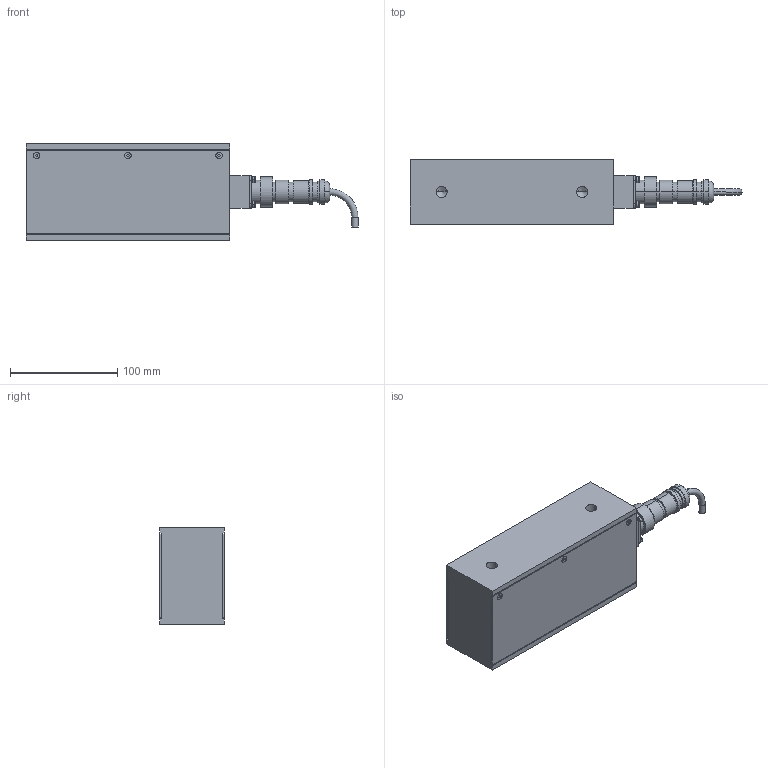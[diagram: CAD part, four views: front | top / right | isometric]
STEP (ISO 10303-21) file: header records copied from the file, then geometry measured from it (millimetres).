
FILE_DESCRIPTION((''),'2;1');
FILE_NAME('U49687.stp','2007-02-05T16:23:03',(''),(''),'Mechanical Desktop 2007','Mechanical Desktop 2007',', , ');
FILE_SCHEMA(('CONFIG_CONTROL_DESIGN'));
Length unit declared in the file: millimetre
Products named in the file (15): U49687; U4963504; U49541; U49541A; L49026; TEIL1; KABELDOSE_PG_AMPH_4-POL; KABELDOSE_PG_AMPH_4-POLA; SENKSCHRAUBE_I-6KT_M3X6; SENKSCHRAUBE_I-6KT_M3X6A; FEDERRING_M3A; FEDERRING_M3; I-6KT_SCHRAUBE_M3X25A; I-6KT_SCHRAUBE_M3X25; RM_SDB
Assembly tree (28 placements, depth 3):
  U49687
    U4963504
    U49541  x2
      U49541A
    L49026
      TEIL1
    KABELDOSE_PG_AMPH_4-POL
      KABELDOSE_PG_AMPH_4-POLA
    SENKSCHRAUBE_I-6KT_M3X6  x6
      SENKSCHRAUBE_I-6KT_M3X6A
    FEDERRING_M3A  x4
      FEDERRING_M3
    I-6KT_SCHRAUBE_M3X25A  x4
      I-6KT_SCHRAUBE_M3X25
    RM_SDB  x3
Bounding box: 309.5 x 60 x 90 mm (x, y, z)
Volume: 1041234.9 mm3; surface area: 151297.4 mm2
Topology: 19 solids, 19 shells, 382 faces, 871 edges, 545 vertices
Faces by surface type: cylinder 162, plane 134, cone 74, torus 12
Entity records: 6754 total; most frequent: DIRECTION 1255, CARTESIAN_POINT 1084, ORIENTED_EDGE 994, AXIS2_PLACEMENT_3D 500, EDGE_CURVE 497, VERTEX_POINT 322, EDGE_LOOP 285, VECTOR 255
